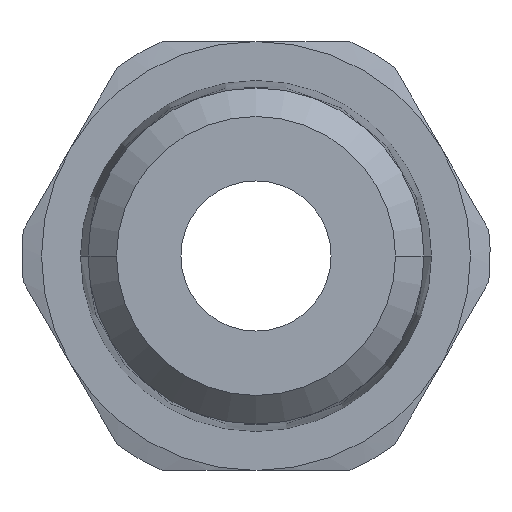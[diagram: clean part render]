
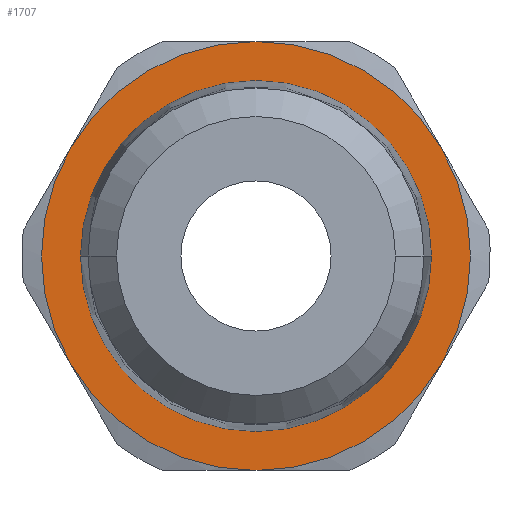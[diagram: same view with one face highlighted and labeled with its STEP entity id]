
A CAD part, front view. The second image highlights one B-rep face of the part: STEP entity #1707.
In plain terms, the highlighted planar face has unit normal (0, -1, 0).
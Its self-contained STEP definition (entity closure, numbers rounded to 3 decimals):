
#32=CARTESIAN_POINT('',(0.,0.,
6.));
#501=CARTESIAN_POINT('',(0.,0.,0.));
#502=DIRECTION('',(0.,-1.,0.));
#503=DIRECTION('',(1.,0.,0.));
#504=AXIS2_PLACEMENT_3D('',#501,#502,#503);
#506=CARTESIAN_POINT('',(0.,0.,0.));
#507=DIRECTION('',(0.,1.,0.));
#508=DIRECTION('',(1.,0.,0.));
#509=AXIS2_PLACEMENT_3D('',#506,#507,#508);
#511=CARTESIAN_POINT('',(0.,0.,0.));
#512=DIRECTION('',(0.,1.,0.));
#513=DIRECTION('',(-0.866,0.,0.5));
#514=AXIS2_PLACEMENT_3D('',#511,#512,#513);
#516=CARTESIAN_POINT('',(0.,0.,0.));
#517=DIRECTION('',(0.,1.,0.));
#518=DIRECTION('',(0.,0.,1.));
#519=AXIS2_PLACEMENT_3D('',#516,#517,#518);
#521=CARTESIAN_POINT('',(0.,0.,0.));
#522=DIRECTION('',(0.,1.,0.));
#523=DIRECTION('',(0.866,0.,0.5));
#524=AXIS2_PLACEMENT_3D('',#521,#522,#523);
#526=CARTESIAN_POINT('',(0.,0.,0.));
#527=DIRECTION('',(0.,1.,0.));
#528=DIRECTION('',(0.866,0.,-0.5));
#529=AXIS2_PLACEMENT_3D('',#526,#527,#528);
#531=CARTESIAN_POINT('',(0.,0.,0.));
#532=DIRECTION('',(0.,1.,0.));
#533=DIRECTION('',(0.,0.,-1.));
#534=AXIS2_PLACEMENT_3D('',#531,#532,#533);
#536=CARTESIAN_POINT('',(0.,0.,0.));
#537=DIRECTION('',(0.,1.,0.));
#538=DIRECTION('',(-0.866,0.,-0.5));
#539=AXIS2_PLACEMENT_3D('',#536,#537,#538);
#551=CARTESIAN_POINT('',(-5.196,0.,
3.));
#643=CARTESIAN_POINT('',(-5.196,0.,
-3.));
#676=CARTESIAN_POINT('',(0.,0.,
-6.));
#711=CARTESIAN_POINT('',(5.196,0.,
3.));
#758=CARTESIAN_POINT('',(5.196,0.,
-3.));
#792=CARTESIAN_POINT('',(4.909,0.,0.));
#793=VERTEX_POINT('',#792);
#794=CARTESIAN_POINT('',(-4.909,0.,0.));
#795=VERTEX_POINT('',#794);
#801=VERTEX_POINT('',#32);
#803=VERTEX_POINT('',#551);
#806=VERTEX_POINT('',#643);
#809=VERTEX_POINT('',#676);
#812=VERTEX_POINT('',#758);
#815=VERTEX_POINT('',#711);
#1684=CARTESIAN_POINT('',(0.,0.,0.));
#1685=DIRECTION('',(0.,-1.,0.));
#1686=DIRECTION('',(0.,0.,1.));
#1687=AXIS2_PLACEMENT_3D('',#1684,#1685,#1686);
#1688=PLANE('',#1687);
#1690=ORIENTED_EDGE('',*,*,#1689,.T.);
#1692=ORIENTED_EDGE('',*,*,#1691,.T.);
#1694=ORIENTED_EDGE('',*,*,#1693,.T.);
#1696=ORIENTED_EDGE('',*,*,#1695,.T.);
#1698=ORIENTED_EDGE('',*,*,#1697,.T.);
#1700=ORIENTED_EDGE('',*,*,#1699,.T.);
#1701=EDGE_LOOP('',(#1690,#1692,#1694,#1696,#1698,#1700));
#1702=FACE_OUTER_BOUND('',#1701,.F.);
#1703=ORIENTED_EDGE('',*,*,#1679,.T.);
#1704=ORIENTED_EDGE('',*,*,#1663,.F.);
#1705=EDGE_LOOP('',(#1703,#1704));
#1706=FACE_BOUND('',#1705,.F.);
#1707=ADVANCED_FACE('',(#1702,#1706),#1688,.T.);
#505=CIRCLE('',#504,4.909);
#510=CIRCLE('',#509,4.909);
#515=CIRCLE('',#514,6.);
#520=CIRCLE('',#519,6.);
#525=CIRCLE('',#524,6.);
#530=CIRCLE('',#529,6.);
#535=CIRCLE('',#534,6.);
#540=CIRCLE('',#539,6.);
#1663=EDGE_CURVE('',#793,#795,#510,.T.);
#1679=EDGE_CURVE('',#793,#795,#505,.T.);
#1689=EDGE_CURVE('',#803,#801,#515,.T.);
#1691=EDGE_CURVE('',#801,#815,#520,.T.);
#1693=EDGE_CURVE('',#815,#812,#525,.T.);
#1695=EDGE_CURVE('',#812,#809,#530,.T.);
#1697=EDGE_CURVE('',#809,#806,#535,.T.);
#1699=EDGE_CURVE('',#806,#803,#540,.T.);
